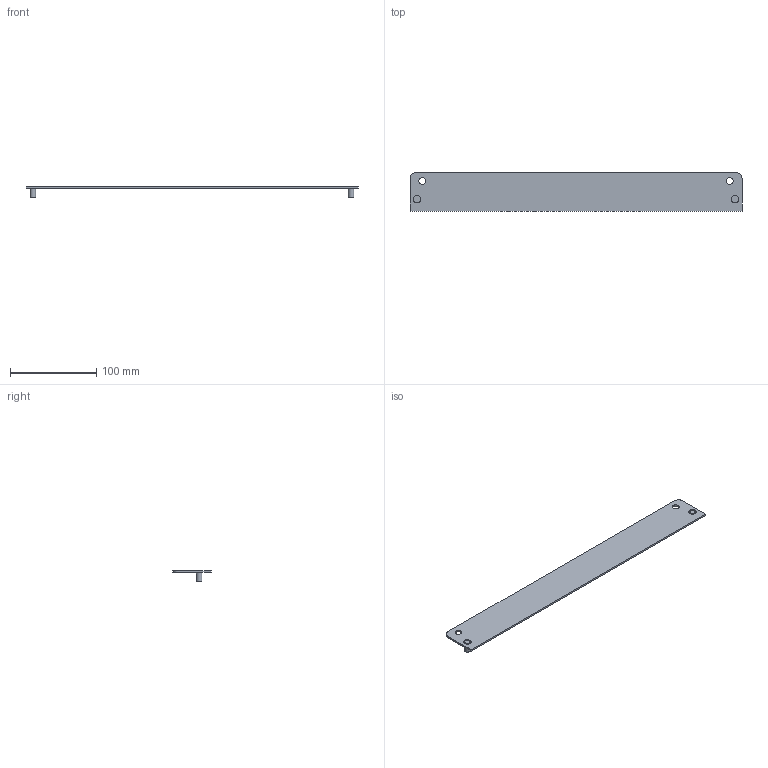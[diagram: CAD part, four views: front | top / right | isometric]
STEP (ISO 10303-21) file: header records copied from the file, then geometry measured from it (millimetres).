
FILE_DESCRIPTION (( 'STEP AP214' ), '1' );
FILE_NAME ('SCE-NMST16.STEP', '2021-01-27T23:53:06', ( '' ), ( '' ), 'SwSTEP 2.0', 'SolidWorks 2019', '' );
FILE_SCHEMA (( 'AUTOMOTIVE_DESIGN' ));
Length unit declared in the file: inch
Products named in the file (1): SCE-NMST16
Bounding box: 384.18 x 44.45 x 12.7 mm (x, y, z)
Volume: 34291.4 mm3; surface area: 36393.1 mm2
Topology: 3 solids, 3 shells, 24 faces, 48 edges, 32 vertices
Faces by surface type: plane 12, cylinder 10, cone 2
Full cylindrical faces by diameter (mm): 6.299 x2, 6.35 x2, 7.925 x2, 8.56 x2
Entity records: 956 total; most frequent: DIRECTION 108, CARTESIAN_POINT 91, ORIENTED_EDGE 72, AXIS2_PLACEMENT_3D 47, EDGE_LOOP 44, EDGE_CURVE 36, FACE_OUTER_BOUND 32, VERTEX_POINT 30
